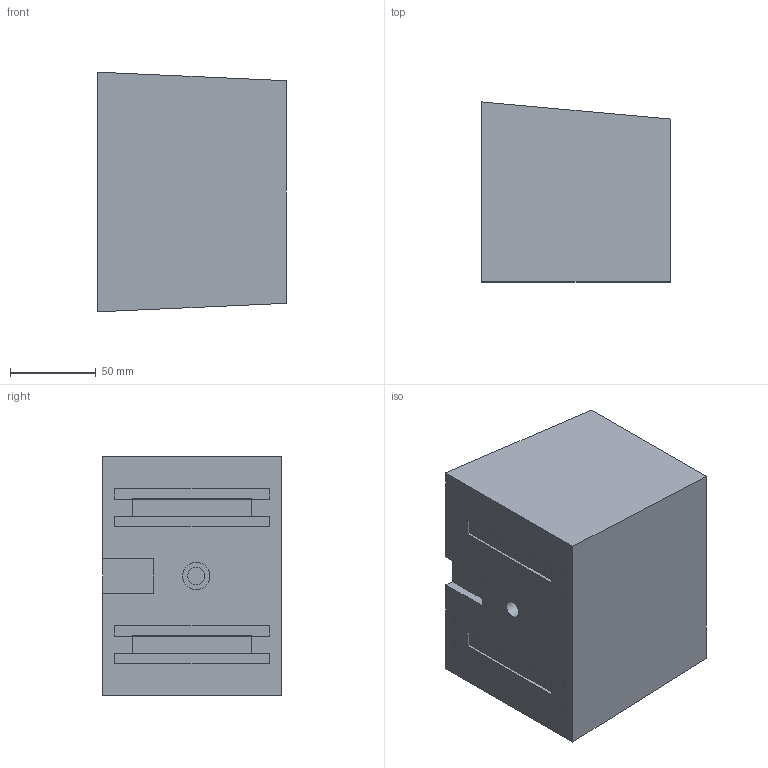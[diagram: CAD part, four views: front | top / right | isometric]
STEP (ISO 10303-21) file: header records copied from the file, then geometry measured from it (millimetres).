
FILE_DESCRIPTION(/* description */ (''),/* implementation_level */ '2;1');
FILE_NAME(/* name */ 'USK 40 M.stp',/* time_stamp */ '2023-02-09T11:03:06+01:00',/* author */ ('Bruker'),/* organization */ (''),/* preprocessor_version */ 'ST-DEVELOPER v18.1',/* originating_system */ 'Autodesk Inventor 2021',/* authorisation */ '');
FILE_SCHEMA (('AUTOMOTIVE_DESIGN { 1 0 10303 214 3 1 1 }'));
Length unit declared in the file: millimetre
Products named in the file (7): USK 40 M; Utsparingskloss TSS-RVK 40; Magnet med flattstål; Flattstål 90x30x6; Magnet 70x20x10; Rundtjern Ø6; Festeanordning
Assembly tree (9 placements, depth 3):
  USK 40 M
    Utsparingskloss TSS-RVK 40
    Magnet med flattstål  x2
      Flattstål 90x30x6
      Magnet 70x20x10
      Rundtjern Ø6
    Festeanordning
Bounding box: 110 x 105 x 140 mm (x, y, z)
Volume: 1589895.3 mm3; surface area: 135107.6 mm2
Topology: 12 solids, 12 shells, 80 faces, 155 edges, 103 vertices
Faces by surface type: plane 72, cylinder 7, cone 1
Full cylindrical faces by diameter (mm): 6 x4, 10.106 x1, 16 x2
Entity records: 1544 total; most frequent: DIRECTION 233, CARTESIAN_POINT 226, ORIENTED_EDGE 194, EDGE_CURVE 97, LINE 89, VECTOR 89, AXIS2_PLACEMENT_3D 72, VERTEX_POINT 65
